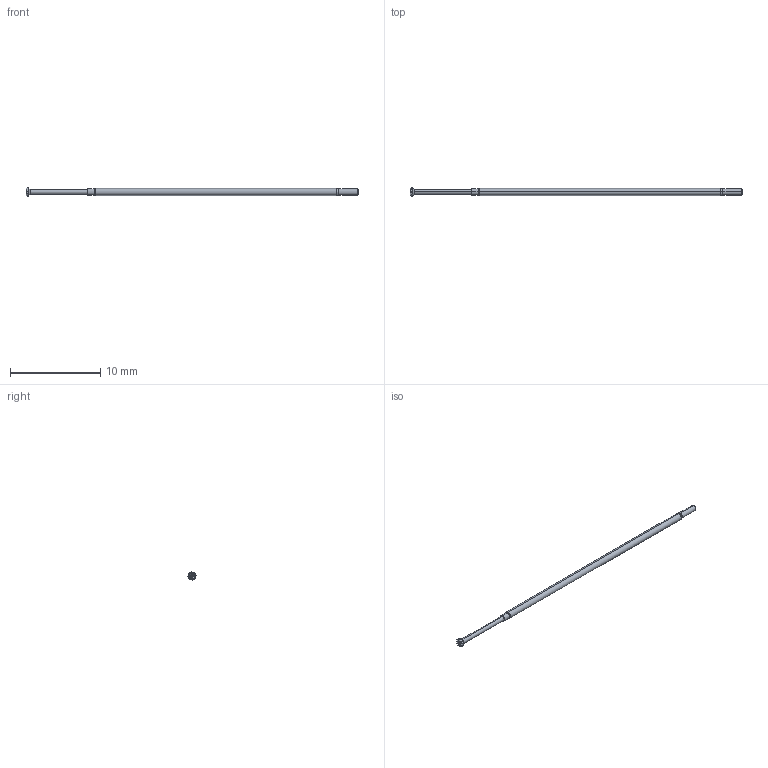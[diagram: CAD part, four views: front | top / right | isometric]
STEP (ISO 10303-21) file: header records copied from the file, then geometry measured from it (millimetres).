
FILE_DESCRIPTION (( 'STEP AP214' ), '1' );
FILE_NAME ('X39-PRP2526_.STEP', '2016-06-09T14:33:45', ( 'spare' ), ( '' ), 'SwSTEP 2.0', 'SolidWorks 2016', '' );
FILE_SCHEMA (( 'AUTOMOTIVE_DESIGN' ));
Length unit declared in the file: inch
Products named in the file (1): X39-PRP2526_
Bounding box: 36.7 x 0.89 x 0.89 mm (x, y, z)
Volume: 15.6 mm3; surface area: 85.9 mm2
Topology: 1 solids, 1 shells, 60 faces, 140 edges, 83 vertices
Faces by surface type: cone 28, cylinder 20, torus 10, plane 2
Entity records: 2578 total; most frequent: CARTESIAN_POINT 470, ORIENTED_EDGE 280, DIRECTION 260, EDGE_CURVE 140, AXIS2_PLACEMENT_3D 121, VERTEX_POINT 83, DIMENSIONAL_EXPONENTS 63, UNCERTAINTY_MEASURE_WITH_UNIT 63
